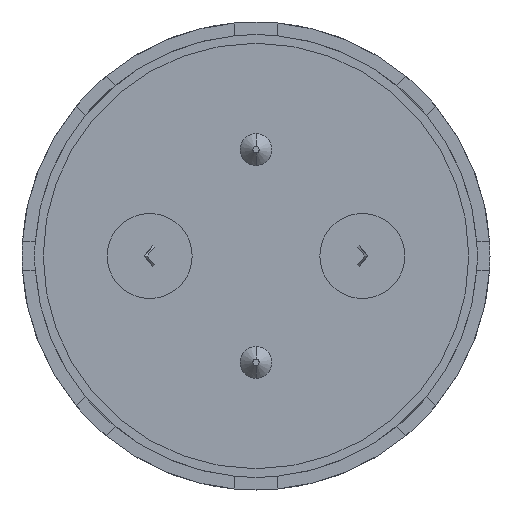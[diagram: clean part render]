
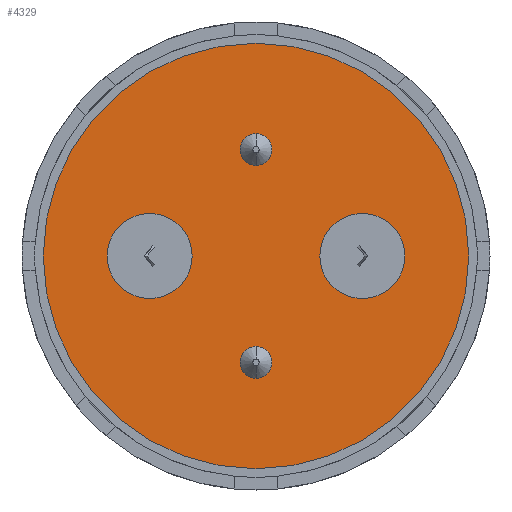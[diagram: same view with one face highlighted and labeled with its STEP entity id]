
A CAD part, front view. The second image highlights one B-rep face of the part: STEP entity #4329.
In plain terms, the highlighted planar face has unit normal (0, -1, 0).
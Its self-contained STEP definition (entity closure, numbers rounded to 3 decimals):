
#220 = VERTEX_POINT('',#221);
#221 = CARTESIAN_POINT('',(-5.,-6.8,-2.));
#227 = EDGE_CURVE('',#220,#228,#230,.T.);
#228 = VERTEX_POINT('',#229);
#229 = CARTESIAN_POINT('',(-5.,-6.8,2.));
#230 = CIRCLE('',#231,2.);
#231 = AXIS2_PLACEMENT_3D('',#232,#233,#234);
#232 = CARTESIAN_POINT('',(-5.,-6.8,0.));
#233 = DIRECTION('',(-0.,-1.,0.));
#234 = DIRECTION('',(0.,0.,1.));
#262 = VERTEX_POINT('',#263);
#263 = CARTESIAN_POINT('',(5.,-6.8,-2.));
#269 = EDGE_CURVE('',#262,#270,#272,.T.);
#270 = VERTEX_POINT('',#271);
#271 = CARTESIAN_POINT('',(5.,-6.8,2.));
#272 = CIRCLE('',#273,2.);
#273 = AXIS2_PLACEMENT_3D('',#274,#275,#276);
#274 = CARTESIAN_POINT('',(5.,-6.8,0.));
#275 = DIRECTION('',(-0.,-1.,0.));
#276 = DIRECTION('',(0.,0.,1.));
#304 = VERTEX_POINT('',#305);
#305 = CARTESIAN_POINT('',(0.,-6.8,4.25));
#311 = EDGE_CURVE('',#304,#312,#314,.T.);
#312 = VERTEX_POINT('',#313);
#313 = CARTESIAN_POINT('',(0.,-6.8,5.75));
#314 = CIRCLE('',#315,0.75);
#315 = AXIS2_PLACEMENT_3D('',#316,#317,#318);
#316 = CARTESIAN_POINT('',(0.,-6.8,5.));
#317 = DIRECTION('',(-0.,-1.,0.));
#318 = DIRECTION('',(0.,0.,1.));
#346 = VERTEX_POINT('',#347);
#347 = CARTESIAN_POINT('',(0.,-6.8,-5.75));
#353 = EDGE_CURVE('',#346,#354,#356,.T.);
#354 = VERTEX_POINT('',#355);
#355 = CARTESIAN_POINT('',(0.,-6.8,-4.25));
#356 = CIRCLE('',#357,0.75);
#357 = AXIS2_PLACEMENT_3D('',#358,#359,#360);
#358 = CARTESIAN_POINT('',(0.,-6.8,-5.));
#359 = DIRECTION('',(-0.,-1.,0.));
#360 = DIRECTION('',(0.,0.,1.));
#376 = EDGE_CURVE('',#377,#379,#381,.T.);
#377 = VERTEX_POINT('',#378);
#378 = CARTESIAN_POINT('',(-10.,-6.8,0.));
#379 = VERTEX_POINT('',#380);
#380 = CARTESIAN_POINT('',(10.,-6.8,0.));
#381 = CIRCLE('',#382,10.);
#382 = AXIS2_PLACEMENT_3D('',#383,#384,#385);
#383 = CARTESIAN_POINT('',(0.,-6.8,0.));
#384 = DIRECTION('',(0.,1.,0.));
#385 = DIRECTION('',(-1.,0.,0.));
#2786 = EDGE_CURVE('',#379,#377,#2787,.T.);
#2787 = CIRCLE('',#2788,10.);
#2788 = AXIS2_PLACEMENT_3D('',#2789,#2790,#2791);
#2789 = CARTESIAN_POINT('',(0.,-6.8,0.));
#2790 = DIRECTION('',(0.,1.,0.));
#2791 = DIRECTION('',(-1.,0.,0.));
#2812 = EDGE_CURVE('',#354,#346,#2813,.T.);
#2813 = CIRCLE('',#2814,0.75);
#2814 = AXIS2_PLACEMENT_3D('',#2815,#2816,#2817);
#2815 = CARTESIAN_POINT('',(0.,-6.8,-5.));
#2816 = DIRECTION('',(-0.,-1.,0.));
#2817 = DIRECTION('',(0.,0.,1.));
#2830 = EDGE_CURVE('',#312,#304,#2831,.T.);
#2831 = CIRCLE('',#2832,0.75);
#2832 = AXIS2_PLACEMENT_3D('',#2833,#2834,#2835);
#2833 = CARTESIAN_POINT('',(0.,-6.8,5.));
#2834 = DIRECTION('',(-0.,-1.,0.));
#2835 = DIRECTION('',(0.,0.,1.));
#2854 = EDGE_CURVE('',#270,#262,#2855,.T.);
#2855 = CIRCLE('',#2856,2.);
#2856 = AXIS2_PLACEMENT_3D('',#2857,#2858,#2859);
#2857 = CARTESIAN_POINT('',(5.,-6.8,0.));
#2858 = DIRECTION('',(-0.,-1.,0.));
#2859 = DIRECTION('',(0.,0.,1.));
#2878 = EDGE_CURVE('',#228,#220,#2879,.T.);
#2879 = CIRCLE('',#2880,2.);
#2880 = AXIS2_PLACEMENT_3D('',#2881,#2882,#2883);
#2881 = CARTESIAN_POINT('',(-5.,-6.8,0.));
#2882 = DIRECTION('',(-0.,-1.,0.));
#2883 = DIRECTION('',(0.,0.,1.));
#4329 = ADVANCED_FACE('',(#4330,#4334,#4338,#4342,#4346),#4350,.F.);
#4330 = FACE_BOUND('',#4331,.T.);
#4331 = EDGE_LOOP('',(#4332,#4333));
#4332 = ORIENTED_EDGE('',*,*,#2812,.F.);
#4333 = ORIENTED_EDGE('',*,*,#353,.F.);
#4334 = FACE_BOUND('',#4335,.T.);
#4335 = EDGE_LOOP('',(#4336,#4337));
#4336 = ORIENTED_EDGE('',*,*,#2830,.F.);
#4337 = ORIENTED_EDGE('',*,*,#311,.F.);
#4338 = FACE_BOUND('',#4339,.T.);
#4339 = EDGE_LOOP('',(#4340,#4341));
#4340 = ORIENTED_EDGE('',*,*,#2854,.F.);
#4341 = ORIENTED_EDGE('',*,*,#269,.F.);
#4342 = FACE_BOUND('',#4343,.T.);
#4343 = EDGE_LOOP('',(#4344,#4345));
#4344 = ORIENTED_EDGE('',*,*,#2878,.F.);
#4345 = ORIENTED_EDGE('',*,*,#227,.F.);
#4346 = FACE_BOUND('',#4347,.T.);
#4347 = EDGE_LOOP('',(#4348,#4349));
#4348 = ORIENTED_EDGE('',*,*,#376,.F.);
#4349 = ORIENTED_EDGE('',*,*,#2786,.F.);
#4350 = PLANE('',#4351);
#4351 = AXIS2_PLACEMENT_3D('',#4352,#4353,#4354);
#4352 = CARTESIAN_POINT('',(0.,-6.8,0.));
#4353 = DIRECTION('',(0.,1.,0.));
#4354 = DIRECTION('',(-1.,0.,0.));
